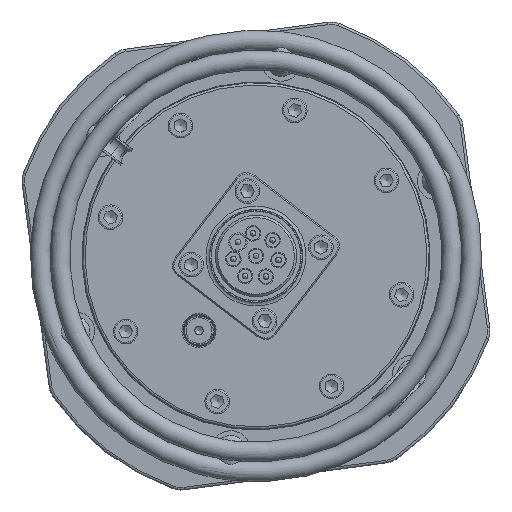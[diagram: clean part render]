
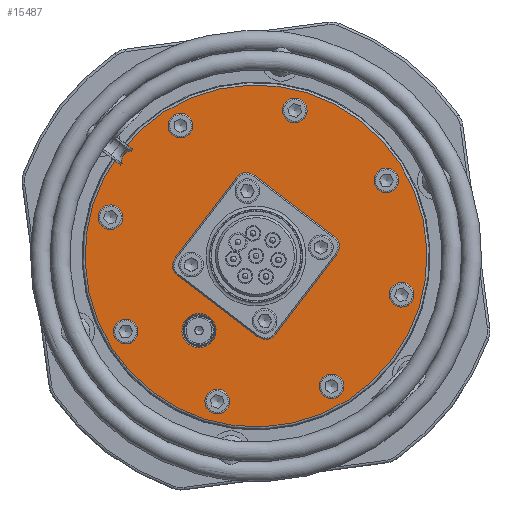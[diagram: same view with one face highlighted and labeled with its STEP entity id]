
A CAD part, left-side view. The second image highlights one B-rep face of the part: STEP entity #15487.
In plain terms, the highlighted planar face has unit normal (-1, 0, 0).
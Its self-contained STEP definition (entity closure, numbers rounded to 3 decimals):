
#10174=CARTESIAN_POINT('',(-140.657,-237.799,1946.775));
#10175=VERTEX_POINT('',#10174);
#10176=CARTESIAN_POINT('',(-140.657,-242.7,1947.765));
#10177=DIRECTION('',(1.,0.,0.));
#10178=DIRECTION('',(0.,0.98,-0.198));
#10179=AXIS2_PLACEMENT_3D('',#10176,#10177,#10178);
#10180=CIRCLE('',#10179,5.);
#10181=EDGE_CURVE('',#10175,#10175,#10180,.T.);
#15310=CARTESIAN_POINT('',(-140.658,-199.213,1910.075));
#15311=DIRECTION('',(-1.,0.,0.));
#15312=DIRECTION('',(0.,-0.607,0.794));
#15313=AXIS2_PLACEMENT_3D('',#15310,#15311,#15312);
#15314=PLANE('',#15313);
#15315=CARTESIAN_POINT('',(-140.658,-172.019,1930.868));
#15316=VERTEX_POINT('',#15315);
#15317=CARTESIAN_POINT('',(-140.658,-227.016,1888.816));
#15318=DIRECTION('',(1.,0.,0.));
#15319=DIRECTION('',(0.,-0.794,-0.607));
#15320=AXIS2_PLACEMENT_3D('',#15317,#15318,#15319);
#15321=CIRCLE('',#15320,69.233);
#15322=EDGE_CURVE('',#15316,#15316,#15321,.T.);
#15323=ORIENTED_EDGE('',*,*,#15322,.F.);
#15324=EDGE_LOOP('',(#15323));
#15325=FACE_OUTER_BOUND('',#15324,.T.);
#15326=CARTESIAN_POINT('',(-140.658,-193.657,1937.424));
#15327=VERTEX_POINT('',#15326);
#15328=CARTESIAN_POINT('',(-140.657,-196.423,1941.589));
#15329=DIRECTION('',(1.,0.,0.));
#15330=DIRECTION('',(0.,0.553,-0.833));
#15331=AXIS2_PLACEMENT_3D('',#15328,#15329,#15330);
#15332=CIRCLE('',#15331,5.);
#15333=EDGE_CURVE('',#15327,#15327,#15332,.T.);
#15334=ORIENTED_EDGE('',*,*,#15333,.T.);
#15335=EDGE_LOOP('',(#15334));
#15336=FACE_BOUND('',#15335,.T.);
#15337=CARTESIAN_POINT('',(-140.658,-169.057,1899.598));
#15338=VERTEX_POINT('',#15337);
#15339=CARTESIAN_POINT('',(-140.658,-168.067,1904.499));
#15340=DIRECTION('',(1.,0.,0.));
#15341=DIRECTION('',(0.,-0.198,-0.98));
#15342=AXIS2_PLACEMENT_3D('',#15339,#15340,#15341);
#15343=CIRCLE('',#15342,5.);
#15344=EDGE_CURVE('',#15338,#15338,#15343,.T.);
#15345=ORIENTED_EDGE('',*,*,#15344,.T.);
#15346=EDGE_LOOP('',(#15345));
#15347=FACE_BOUND('',#15346,.T.);
#15348=CARTESIAN_POINT('',(-140.659,-178.409,1855.457));
#15349=VERTEX_POINT('',#15348);
#15350=CARTESIAN_POINT('',(-140.659,-174.243,1858.222));
#15351=DIRECTION('',(1.,0.,0.));
#15352=DIRECTION('',(0.,-0.833,-0.553));
#15353=AXIS2_PLACEMENT_3D('',#15350,#15351,#15352);
#15354=CIRCLE('',#15353,5.);
#15355=EDGE_CURVE('',#15349,#15349,#15354,.T.);
#15356=ORIENTED_EDGE('',*,*,#15355,.T.);
#15357=EDGE_LOOP('',(#15356));
#15358=FACE_BOUND('',#15357,.T.);
#15359=CARTESIAN_POINT('',(-140.659,-216.234,1830.856));
#15360=VERTEX_POINT('',#15359);
#15361=CARTESIAN_POINT('',(-140.659,-211.333,1829.867));
#15362=DIRECTION('',(1.,0.,0.));
#15363=DIRECTION('',(0.,-0.98,0.198));
#15364=AXIS2_PLACEMENT_3D('',#15361,#15362,#15363);
#15365=CIRCLE('',#15364,5.);
#15366=EDGE_CURVE('',#15360,#15360,#15365,.T.);
#15367=ORIENTED_EDGE('',*,*,#15366,.T.);
#15368=EDGE_LOOP('',(#15367));
#15369=FACE_BOUND('',#15368,.T.);
#15370=CARTESIAN_POINT('',(-140.659,-260.376,1840.208));
#15371=VERTEX_POINT('',#15370);
#15372=CARTESIAN_POINT('',(-140.659,-257.61,1836.043));
#15373=DIRECTION('',(1.,0.,0.));
#15374=DIRECTION('',(0.,-0.553,0.833));
#15375=AXIS2_PLACEMENT_3D('',#15372,#15373,#15374);
#15376=CIRCLE('',#15375,5.);
#15377=EDGE_CURVE('',#15371,#15371,#15376,.T.);
#15378=ORIENTED_EDGE('',*,*,#15377,.T.);
#15379=EDGE_LOOP('',(#15378));
#15380=FACE_BOUND('',#15379,.T.);
#15381=CARTESIAN_POINT('',(-140.658,-284.976,1878.033));
#15382=VERTEX_POINT('',#15381);
#15383=CARTESIAN_POINT('',(-140.658,-285.966,1873.132));
#15384=DIRECTION('',(1.,0.,0.));
#15385=DIRECTION('',(0.,0.198,0.98));
#15386=AXIS2_PLACEMENT_3D('',#15383,#15384,#15385);
#15387=CIRCLE('',#15386,5.);
#15388=EDGE_CURVE('',#15382,#15382,#15387,.T.);
#15389=ORIENTED_EDGE('',*,*,#15388,.T.);
#15390=EDGE_LOOP('',(#15389));
#15391=FACE_BOUND('',#15390,.T.);
#15392=CARTESIAN_POINT('',(-140.658,-275.624,1922.175));
#15393=VERTEX_POINT('',#15392);
#15394=CARTESIAN_POINT('',(-140.658,-279.79,1919.41));
#15395=DIRECTION('',(1.,0.,0.));
#15396=DIRECTION('',(0.,0.833,0.553));
#15397=AXIS2_PLACEMENT_3D('',#15394,#15395,#15396);
#15398=CIRCLE('',#15397,5.);
#15399=EDGE_CURVE('',#15393,#15393,#15398,.T.);
#15400=ORIENTED_EDGE('',*,*,#15399,.T.);
#15401=EDGE_LOOP('',(#15400));
#15402=FACE_BOUND('',#15401,.T.);
#15403=ORIENTED_EDGE('',*,*,#10181,.T.);
#15404=EDGE_LOOP('',(#15403));
#15405=FACE_BOUND('',#15404,.T.);
#15406=CARTESIAN_POINT('',(-140.658,-225.917,1921.128));
#15407=VERTEX_POINT('',#15406);
#15408=CARTESIAN_POINT('',(-140.658,-219.608,1920.286));
#15409=VERTEX_POINT('',#15408);
#15410=CARTESIAN_POINT('',(-140.658,-223.183,1917.553));
#15411=DIRECTION('',(-1.,0.,0.));
#15412=DIRECTION('',(0.,0.794,0.607));
#15413=AXIS2_PLACEMENT_3D('',#15410,#15411,#15412);
#15414=CIRCLE('',#15413,4.5);
#15415=EDGE_CURVE('',#15407,#15409,#15414,.T.);
#15416=ORIENTED_EDGE('',*,*,#15415,.F.);
#15417=CARTESIAN_POINT('',(-140.658,-258.487,1896.224));
#15418=VERTEX_POINT('',#15417);
#15419=CARTESIAN_POINT('',(-140.658,-258.487,1896.224));
#15420=DIRECTION('',(0.,0.794,0.607));
#15421=VECTOR('',#15420,41.);
#15422=LINE('',#15419,#15421);
#15423=EDGE_CURVE('',#15418,#15407,#15422,.T.);
#15424=ORIENTED_EDGE('',*,*,#15423,.F.);
#15425=CARTESIAN_POINT('',(-140.658,-259.328,1889.916));
#15426=VERTEX_POINT('',#15425);
#15427=CARTESIAN_POINT('',(-140.658,-255.753,1892.649));
#15428=DIRECTION('',(-1.,0.,0.));
#15429=DIRECTION('',(0.,-0.607,0.794));
#15430=AXIS2_PLACEMENT_3D('',#15427,#15428,#15429);
#15431=CIRCLE('',#15430,4.5);
#15432=EDGE_CURVE('',#15426,#15418,#15431,.T.);
#15433=ORIENTED_EDGE('',*,*,#15432,.F.);
#15434=CARTESIAN_POINT('',(-140.658,-234.424,1857.346));
#15435=VERTEX_POINT('',#15434);
#15436=CARTESIAN_POINT('',(-140.658,-234.424,1857.346));
#15437=DIRECTION('',(0.,-0.607,0.794));
#15438=VECTOR('',#15437,41.);
#15439=LINE('',#15436,#15438);
#15440=EDGE_CURVE('',#15435,#15426,#15439,.T.);
#15441=ORIENTED_EDGE('',*,*,#15440,.F.);
#15442=CARTESIAN_POINT('',(-140.658,-228.116,1856.504));
#15443=VERTEX_POINT('',#15442);
#15444=CARTESIAN_POINT('',(-140.658,-230.85,1860.079));
#15445=DIRECTION('',(-1.,0.,0.));
#15446=DIRECTION('',(0.,-0.794,-0.607));
#15447=AXIS2_PLACEMENT_3D('',#15444,#15445,#15446);
#15448=CIRCLE('',#15447,4.5);
#15449=EDGE_CURVE('',#15443,#15435,#15448,.T.);
#15450=ORIENTED_EDGE('',*,*,#15449,.F.);
#15451=CARTESIAN_POINT('',(-140.658,-195.546,1881.408));
#15452=VERTEX_POINT('',#15451);
#15453=CARTESIAN_POINT('',(-140.658,-195.546,1881.408));
#15454=DIRECTION('',(0.,-0.794,-0.607));
#15455=VECTOR('',#15454,41.);
#15456=LINE('',#15453,#15455);
#15457=EDGE_CURVE('',#15452,#15443,#15456,.T.);
#15458=ORIENTED_EDGE('',*,*,#15457,.F.);
#15459=CARTESIAN_POINT('',(-140.658,-194.705,1887.716));
#15460=VERTEX_POINT('',#15459);
#15461=CARTESIAN_POINT('',(-140.658,-198.28,1884.983));
#15462=DIRECTION('',(-1.,0.,0.));
#15463=DIRECTION('',(0.,0.607,-0.794));
#15464=AXIS2_PLACEMENT_3D('',#15461,#15462,#15463);
#15465=CIRCLE('',#15464,4.5);
#15466=EDGE_CURVE('',#15460,#15452,#15465,.T.);
#15467=ORIENTED_EDGE('',*,*,#15466,.F.);
#15468=CARTESIAN_POINT('',(-140.658,-219.608,1920.286));
#15469=DIRECTION('',(0.,0.607,-0.794));
#15470=VECTOR('',#15469,41.);
#15471=LINE('',#15468,#15470);
#15472=EDGE_CURVE('',#15409,#15460,#15471,.T.);
#15473=ORIENTED_EDGE('',*,*,#15472,.F.);
#15474=EDGE_LOOP('',(#15416,#15424,#15433,#15441,#15450,#15458,#15467,#15473));
#15475=FACE_BOUND('',#15474,.T.);
#15476=CARTESIAN_POINT('',(-140.658,-208.124,1864.107));
#15477=VERTEX_POINT('',#15476);
#15478=CARTESIAN_POINT('',(-140.658,-203.935,1858.629));
#15479=DIRECTION('',(-1.,0.,0.));
#15480=DIRECTION('',(0.,0.607,-0.794));
#15481=AXIS2_PLACEMENT_3D('',#15478,#15479,#15480);
#15482=CIRCLE('',#15481,6.896);
#15483=EDGE_CURVE('',#15477,#15477,#15482,.T.);
#15484=ORIENTED_EDGE('',*,*,#15483,.F.);
#15485=EDGE_LOOP('',(#15484));
#15486=FACE_BOUND('',#15485,.T.);
#15487=ADVANCED_FACE('',(#15325,#15336,#15347,#15358,#15369,#15380,#15391,#15402,#15405,#15475,#15486),#15314,.T.);
